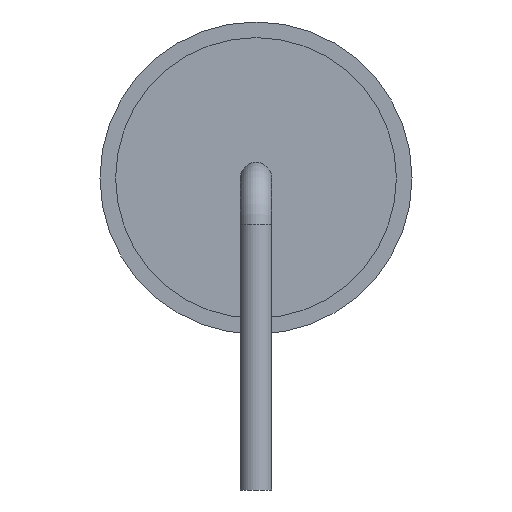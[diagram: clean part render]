
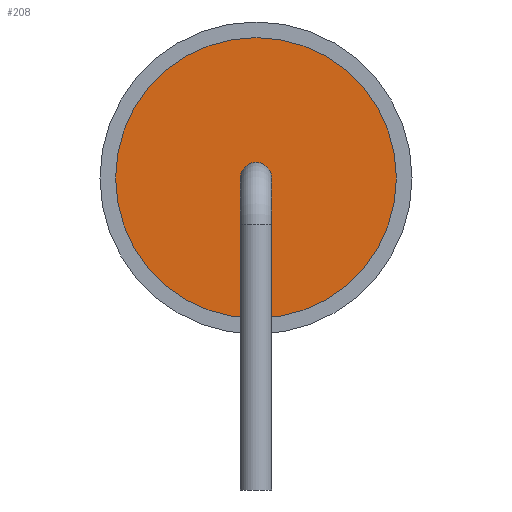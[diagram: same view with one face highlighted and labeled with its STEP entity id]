
A CAD part, left-side view. The second image highlights one B-rep face of the part: STEP entity #208.
In plain terms, the highlighted planar face has unit normal (-1, 0, 0).
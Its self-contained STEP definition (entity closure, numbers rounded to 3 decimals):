
#164 = VERTEX_POINT('',#165);
#165 = CARTESIAN_POINT('',(9.49,2.25,2.5));
#171 = EDGE_CURVE('',#164,#164,#172,.T.);
#172 = CIRCLE('',#173,2.25);
#173 = AXIS2_PLACEMENT_3D('',#174,#175,#176);
#174 = CARTESIAN_POINT('',(9.49,0.,2.5));
#175 = DIRECTION('',(1.,0.,0.));
#176 = DIRECTION('',(0.,1.,0.));
#208 = ADVANCED_FACE('',(#209),#212,.F.);
#209 = FACE_BOUND('',#210,.F.);
#210 = EDGE_LOOP('',(#211));
#211 = ORIENTED_EDGE('',*,*,#171,.T.);
#212 = PLANE('',#213);
#213 = AXIS2_PLACEMENT_3D('',#214,#215,#216);
#214 = CARTESIAN_POINT('',(9.49,0.,2.5));
#215 = DIRECTION('',(1.,0.,0.));
#216 = DIRECTION('',(0.,0.,1.));
